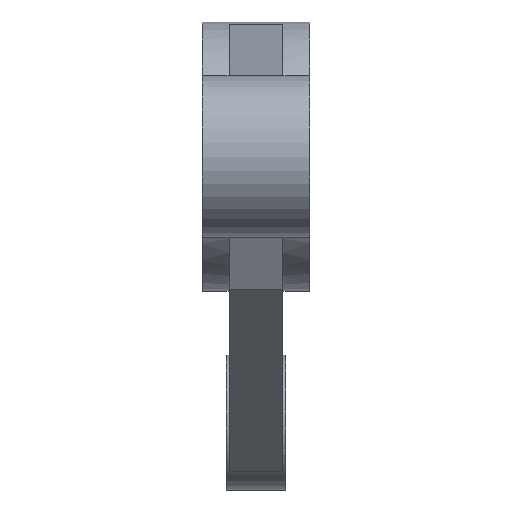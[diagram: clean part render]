
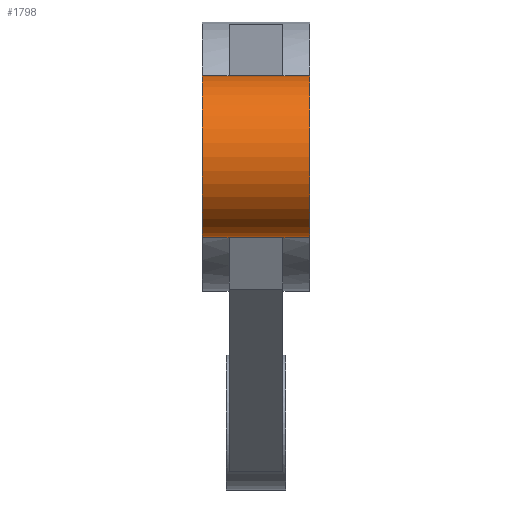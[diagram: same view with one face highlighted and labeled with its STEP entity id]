
A CAD part, left-side view. The second image highlights one B-rep face of the part: STEP entity #1798.
In plain terms, the highlighted cylindrical face has radius 30 mm (diameter 60 mm), a full revolution.
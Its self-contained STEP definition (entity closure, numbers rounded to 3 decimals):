
#35=FACE_BOUND('',#549,.T.);
#95=LINE('',#2968,#198);
#121=LINE('',#3236,#224);
#152=LINE('',#3384,#255);
#153=LINE('',#3390,#256);
#154=LINE('',#3395,#257);
#155=LINE('',#3400,#258);
#156=LINE('',#3403,#259);
#198=VECTOR('',#2251,10.);
#224=VECTOR('',#2419,10.);
#255=VECTOR('',#2592,10.);
#256=VECTOR('',#2599,30.);
#257=VECTOR('',#2604,10.);
#258=VECTOR('',#2609,10.);
#259=VECTOR('',#2612,10.);
#319=CYLINDRICAL_SURFACE('',#2050,30.);
#422=FACE_OUTER_BOUND('',#548,.T.);
#548=EDGE_LOOP('',(#1578,#1579,#1580,#1581));
#549=EDGE_LOOP('',(#1582,#1583,#1584,#1585,#1586,#1587,#1588,#1589,#1590,
#1591,#1592,#1593));
#626=CIRCLE('',#1897,30.);
#680=CIRCLE('',#1968,30.);
#729=CIRCLE('',#2051,30.);
#730=CIRCLE('',#2052,30.);
#731=CIRCLE('',#2053,30.);
#732=CIRCLE('',#2054,30.);
#733=CIRCLE('',#2055,30.);
#734=CIRCLE('',#2056,30.);
#787=VERTEX_POINT('',#2909);
#789=VERTEX_POINT('',#2915);
#796=VERTEX_POINT('',#2966);
#838=VERTEX_POINT('',#3177);
#840=VERTEX_POINT('',#3183);
#847=VERTEX_POINT('',#3234);
#893=VERTEX_POINT('',#3383);
#894=VERTEX_POINT('',#3387);
#895=VERTEX_POINT('',#3389);
#896=VERTEX_POINT('',#3392);
#897=VERTEX_POINT('',#3394);
#898=VERTEX_POINT('',#3397);
#899=VERTEX_POINT('',#3399);
#900=VERTEX_POINT('',#3401);
#974=EDGE_CURVE('',#787,#789,#626,.T.);
#985=EDGE_CURVE('',#796,#787,#95,.T.);
#1054=EDGE_CURVE('',#838,#840,#680,.T.);
#1065=EDGE_CURVE('',#838,#847,#121,.T.);
#1136=EDGE_CURVE('',#840,#893,#152,.T.);
#1138=EDGE_CURVE('',#894,#894,#729,.T.);
#1139=EDGE_CURVE('',#894,#895,#153,.T.);
#1140=EDGE_CURVE('',#895,#895,#730,.T.);
#1141=EDGE_CURVE('',#796,#896,#731,.T.);
#1142=EDGE_CURVE('',#896,#897,#154,.T.);
#1143=EDGE_CURVE('',#897,#893,#732,.T.);
#1144=EDGE_CURVE('',#847,#898,#733,.T.);
#1145=EDGE_CURVE('',#898,#899,#155,.T.);
#1146=EDGE_CURVE('',#899,#900,#734,.T.);
#1147=EDGE_CURVE('',#900,#789,#156,.T.);
#1578=ORIENTED_EDGE('',*,*,#1138,.F.);
#1579=ORIENTED_EDGE('',*,*,#1139,.T.);
#1580=ORIENTED_EDGE('',*,*,#1140,.F.);
#1581=ORIENTED_EDGE('',*,*,#1139,.F.);
#1582=ORIENTED_EDGE('',*,*,#974,.F.);
#1583=ORIENTED_EDGE('',*,*,#985,.F.);
#1584=ORIENTED_EDGE('',*,*,#1141,.T.);
#1585=ORIENTED_EDGE('',*,*,#1142,.T.);
#1586=ORIENTED_EDGE('',*,*,#1143,.T.);
#1587=ORIENTED_EDGE('',*,*,#1136,.F.);
#1588=ORIENTED_EDGE('',*,*,#1054,.F.);
#1589=ORIENTED_EDGE('',*,*,#1065,.T.);
#1590=ORIENTED_EDGE('',*,*,#1144,.T.);
#1591=ORIENTED_EDGE('',*,*,#1145,.T.);
#1592=ORIENTED_EDGE('',*,*,#1146,.T.);
#1593=ORIENTED_EDGE('',*,*,#1147,.T.);
#1798=ADVANCED_FACE('',(#422,#35),#319,.T.);
#1897=AXIS2_PLACEMENT_3D('',#2919,#2228,#2229);
#1968=AXIS2_PLACEMENT_3D('',#3187,#2396,#2397);
#2050=AXIS2_PLACEMENT_3D('',#3386,#2595,#2596);
#2051=AXIS2_PLACEMENT_3D('',#3388,#2597,#2598);
#2052=AXIS2_PLACEMENT_3D('',#3391,#2600,#2601);
#2053=AXIS2_PLACEMENT_3D('',#3393,#2602,#2603);
#2054=AXIS2_PLACEMENT_3D('',#3396,#2605,#2606);
#2055=AXIS2_PLACEMENT_3D('',#3398,#2607,#2608);
#2056=AXIS2_PLACEMENT_3D('',#3402,#2610,#2611);
#2228=DIRECTION('center_axis',(0.,1.,0.));
#2229=DIRECTION('ref_axis',(1.,0.,0.));
#2251=DIRECTION('',(0.,1.,0.));
#2396=DIRECTION('center_axis',(0.,-1.,0.));
#2397=DIRECTION('ref_axis',(1.,0.,0.));
#2419=DIRECTION('',(0.,1.,0.));
#2592=DIRECTION('',(0.,1.,0.));
#2595=DIRECTION('center_axis',(0.,1.,0.));
#2596=DIRECTION('ref_axis',(1.,0.,0.));
#2597=DIRECTION('center_axis',(0.,1.,0.));
#2598=DIRECTION('ref_axis',(1.,0.,0.));
#2599=DIRECTION('',(0.,-1.,0.));
#2600=DIRECTION('center_axis',(0.,-1.,0.));
#2601=DIRECTION('ref_axis',(1.,0.,0.));
#2602=DIRECTION('center_axis',(0.,-1.,0.));
#2603=DIRECTION('ref_axis',(1.,0.,0.));
#2604=DIRECTION('',(0.,1.,0.));
#2605=DIRECTION('center_axis',(0.,1.,0.));
#2606=DIRECTION('ref_axis',(1.,0.,0.));
#2607=DIRECTION('center_axis',(0.,1.,0.));
#2608=DIRECTION('ref_axis',(1.,0.,0.));
#2609=DIRECTION('',(0.,-1.,0.));
#2610=DIRECTION('center_axis',(0.,-1.,0.));
#2611=DIRECTION('ref_axis',(1.,0.,0.));
#2612=DIRECTION('',(0.,1.,0.));
#2909=CARTESIAN_POINT('',(-85.491,-7.5,17.3));
#2915=CARTESIAN_POINT('',(-85.48,-7.5,-17.285));
#2919=CARTESIAN_POINT('Origin',(-110.,-7.5,0.));
#2966=CARTESIAN_POINT('',(-85.491,-10.,17.3));
#2968=CARTESIAN_POINT('',(-85.491,0.,17.3));
#3177=CARTESIAN_POINT('',(-85.48,7.5,-17.285));
#3183=CARTESIAN_POINT('',(-85.491,7.5,17.3));
#3187=CARTESIAN_POINT('Origin',(-110.,7.5,0.));
#3234=CARTESIAN_POINT('',(-85.48,10.,-17.285));
#3236=CARTESIAN_POINT('',(-85.48,0.,-17.285));
#3383=CARTESIAN_POINT('',(-85.491,10.,17.3));
#3384=CARTESIAN_POINT('',(-85.491,0.,17.3));
#3386=CARTESIAN_POINT('Origin',(-110.,0.,0.));
#3387=CARTESIAN_POINT('',(-140.,20.,0.));
#3388=CARTESIAN_POINT('Origin',(-110.,20.,0.));
#3389=CARTESIAN_POINT('',(-140.,-20.,0.));
#3390=CARTESIAN_POINT('',(-140.,0.,0.));
#3391=CARTESIAN_POINT('Origin',(-110.,-20.,0.));
#3392=CARTESIAN_POINT('',(-110.,-10.,30.));
#3393=CARTESIAN_POINT('Origin',(-110.,-10.,0.));
#3394=CARTESIAN_POINT('',(-110.,10.,30.));
#3395=CARTESIAN_POINT('',(-110.,0.,30.));
#3396=CARTESIAN_POINT('Origin',(-110.,10.,0.));
#3397=CARTESIAN_POINT('',(-110.,10.,-30.));
#3398=CARTESIAN_POINT('Origin',(-110.,10.,0.));
#3399=CARTESIAN_POINT('',(-110.,-10.,-30.));
#3400=CARTESIAN_POINT('',(-110.,0.,-30.));
#3401=CARTESIAN_POINT('',(-85.48,-10.,-17.285));
#3402=CARTESIAN_POINT('Origin',(-110.,-10.,0.));
#3403=CARTESIAN_POINT('',(-85.48,0.,-17.285));
